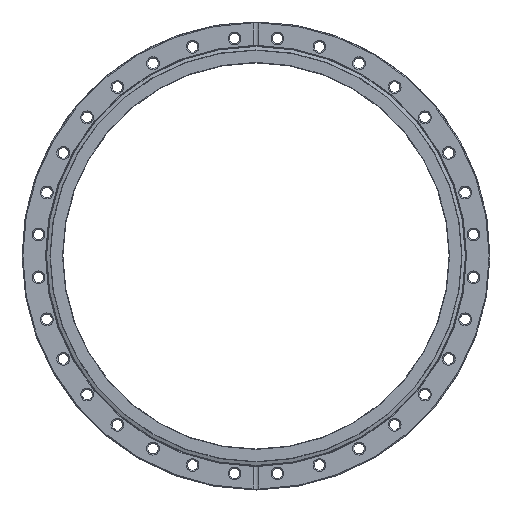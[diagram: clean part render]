
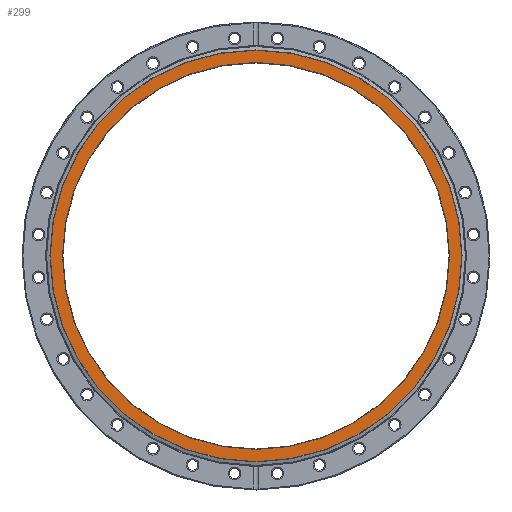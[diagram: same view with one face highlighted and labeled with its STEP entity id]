
A CAD part, top view. The second image highlights one B-rep face of the part: STEP entity #299.
In plain terms, the highlighted planar face has unit normal (0, 0, 1).
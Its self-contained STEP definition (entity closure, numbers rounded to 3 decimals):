
#299 = ADVANCED_FACE( '', ( #738, #739 ), #740, .F. );
#738 = FACE_BOUND( '', #1184, .T. );
#739 = FACE_OUTER_BOUND( '', #1185, .T. );
#740 = PLANE( '', #1186 );
#1184 = EDGE_LOOP( '', ( #1920 ) );
#1185 = EDGE_LOOP( '', ( #1921 ) );
#1186 = AXIS2_PLACEMENT_3D( '', #1922, #1923, #1924 );
#1920 = ORIENTED_EDGE( '', *, *, #2110, .T. );
#1921 = ORIENTED_EDGE( '', *, *, #2115, .T. );
#1922 = CARTESIAN_POINT( '', ( 0., 0., 8.115 ) );
#1923 = DIRECTION( '', ( 0., 0., -1. ) );
#1924 = DIRECTION( '', ( -1., 0., 0. ) );
#2110 = EDGE_CURVE( '', #2449, #2449, #2450, .T. );
#2115 = EDGE_CURVE( '', #2459, #2459, #2460, .T. );
#2449 = VERTEX_POINT( '', #2885 );
#2450 = CIRCLE( '', #2886, 125.73 );
#2459 = VERTEX_POINT( '', #2895 );
#2460 = CIRCLE( '', #2896, 133.673 );
#2885 = CARTESIAN_POINT( '', ( -125.73, 0., 8.115 ) );
#2886 = AXIS2_PLACEMENT_3D( '', #3365, #3366, #3367 );
#2895 = CARTESIAN_POINT( '', ( 133.673, 0., 8.115 ) );
#2896 = AXIS2_PLACEMENT_3D( '', #3380, #3381, #3382 );
#3365 = CARTESIAN_POINT( '', ( 0., 0., 8.115 ) );
#3366 = DIRECTION( '', ( 0., 0., -1. ) );
#3367 = DIRECTION( '', ( -1., 0., 0. ) );
#3380 = CARTESIAN_POINT( '', ( 0., 0., 8.115 ) );
#3381 = DIRECTION( '', ( 0., 0., 1. ) );
#3382 = DIRECTION( '', ( 1., 0., 0. ) );
